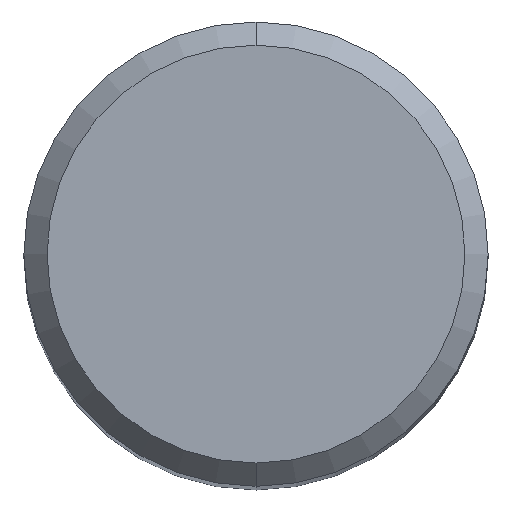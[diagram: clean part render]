
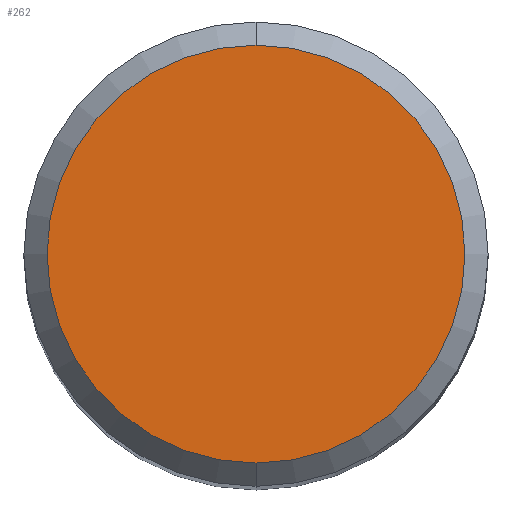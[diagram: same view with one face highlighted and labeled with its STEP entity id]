
A CAD part, top view. The second image highlights one B-rep face of the part: STEP entity #262.
In plain terms, the highlighted planar face has unit normal (0, 0, 1).
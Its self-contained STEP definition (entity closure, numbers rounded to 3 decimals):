
#254=EDGE_CURVE('',#324,#282,#565,.T.);
#262=ADVANCED_FACE('',(#573),#574,.T.);
#282=VERTEX_POINT('',#596);
#324=VERTEX_POINT('',#640);
#326=EDGE_CURVE('',#282,#324,#642,.T.);
#565=CIRCLE('',#951,5.4);
#573=FACE_OUTER_BOUND('',#978,.T.);
#574=PLANE('',#979);
#596=CARTESIAN_POINT('',(0.,-5.4,0.0));
#640=CARTESIAN_POINT('',(0.0,5.4,0.0));
#642=CIRCLE('',#1129,5.4);
#951=AXIS2_PLACEMENT_3D('',#1592,#1593,#1594);
#978=EDGE_LOOP('',(#1600,#1601));
#979=AXIS2_PLACEMENT_3D('',#1602,#1603,#1604);
#1129=AXIS2_PLACEMENT_3D('',#1653,#1654,#1655);
#1592=CARTESIAN_POINT('',(0.0,0.0,0.0));
#1593=DIRECTION('',(0.0,0.0,-1.0));
#1594=DIRECTION('',(0.0,1.0,0.0));
#1600=ORIENTED_EDGE('',*,*,#254,.F.);
#1601=ORIENTED_EDGE('',*,*,#326,.F.);
#1602=CARTESIAN_POINT('',(0.0,2.7,0.0));
#1603=DIRECTION('',(-0.0,0.0,1.0));
#1604=DIRECTION('',(0.0,-1.0,0.0));
#1653=CARTESIAN_POINT('',(0.0,0.0,0.0));
#1654=DIRECTION('',(0.0,0.0,-1.0));
#1655=DIRECTION('',(0.0,1.0,0.0));
